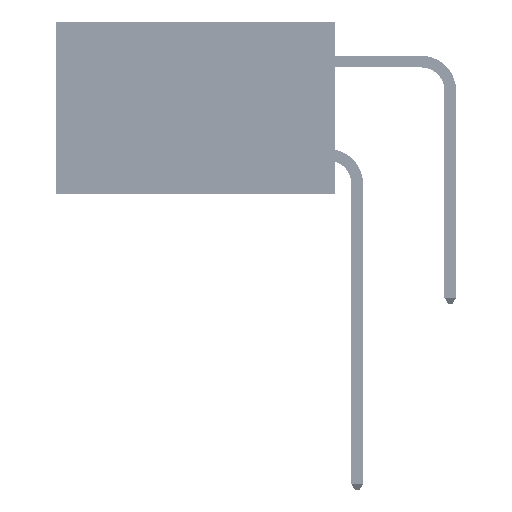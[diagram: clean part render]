
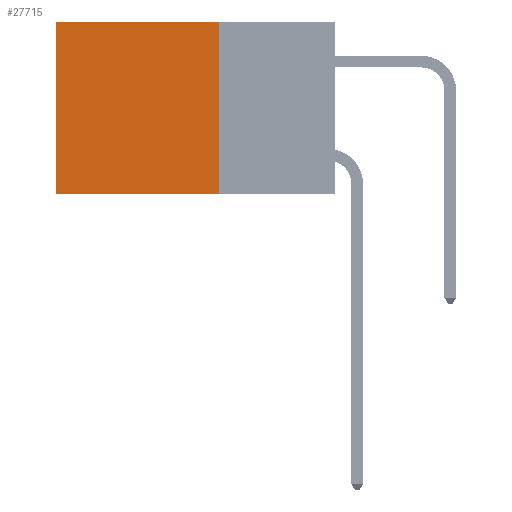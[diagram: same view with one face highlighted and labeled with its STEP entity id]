
A CAD part, left-side view. The second image highlights one B-rep face of the part: STEP entity #27715.
In plain terms, the highlighted planar face has unit normal (-1, 0, 0).
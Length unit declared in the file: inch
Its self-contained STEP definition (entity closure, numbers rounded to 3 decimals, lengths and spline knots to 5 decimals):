
#1375 = DIRECTION ( 'NONE',  ( 1., 0., 0. ) ) ;
#1868 = VECTOR ( 'NONE', #5377, 39.37008 ) ;
#1912 = CARTESIAN_POINT ( 'NONE',  ( 0.2875, 0.25, 0. ) ) ;
#2124 = VERTEX_POINT ( 'NONE', #19211 ) ;
#3807 = ORIENTED_EDGE ( 'NONE', *, *, #35788, .F. ) ;
#4433 = VECTOR ( 'NONE', #31836, 39.37008 ) ;
#5377 = DIRECTION ( 'NONE',  ( 0., 1., 0. ) ) ;
#12918 = CARTESIAN_POINT ( 'NONE',  ( 0.2875, 0.25, -0.37 ) ) ;
#13142 = VERTEX_POINT ( 'NONE', #15942 ) ;
#13448 = VECTOR ( 'NONE', #22438, 39.37008 ) ;
#15942 = CARTESIAN_POINT ( 'NONE',  ( 0.2875, 0.6, 0. ) ) ;
#19027 = ORIENTED_EDGE ( 'NONE', *, *, #47002, .T. ) ;
#19152 = LINE ( 'NONE', #52612, #4433 ) ;
#19211 = CARTESIAN_POINT ( 'NONE',  ( 0.2875, 0.6, -0.37 ) ) ;
#21867 = FACE_OUTER_BOUND ( 'NONE', #29085, .T. ) ;
#22438 = DIRECTION ( 'NONE',  ( 0., 0., -1. ) ) ;
#27715 = ADVANCED_FACE ( 'NONE', ( #21867 ), #38302, .F. ) ;
#27900 = EDGE_CURVE ( 'NONE', #13142, #2124, #19152, .T. ) ;
#29085 = EDGE_LOOP ( 'NONE', ( #43382, #51015, #3807, #19027 ) ) ;
#31031 = DIRECTION ( 'NONE',  ( 0., 0., -1. ) ) ;
#31836 = DIRECTION ( 'NONE',  ( 0., 0., -1. ) ) ;
#33532 = LINE ( 'NONE', #49737, #37846 ) ;
#34461 = CARTESIAN_POINT ( 'NONE',  ( 0.2875, 0.25, 0. ) ) ;
#35090 = CARTESIAN_POINT ( 'NONE',  ( 0.2875, 0.25, 0. ) ) ;
#35788 = EDGE_CURVE ( 'NONE', #42125, #43692, #42384, .T. ) ;
#37449 = LINE ( 'NONE', #12918, #1868 ) ;
#37846 = VECTOR ( 'NONE', #41622, 39.37008 ) ;
#38302 = PLANE ( 'NONE',  #41452 ) ;
#41452 = AXIS2_PLACEMENT_3D ( 'NONE', #1912, #1375, #31031 ) ;
#41622 = DIRECTION ( 'NONE',  ( 0., 1., 0. ) ) ;
#42125 = VERTEX_POINT ( 'NONE', #34461 ) ;
#42384 = LINE ( 'NONE', #35090, #13448 ) ;
#43382 = ORIENTED_EDGE ( 'NONE', *, *, #27900, .T. ) ;
#43692 = VERTEX_POINT ( 'NONE', #45756 ) ;
#45756 = CARTESIAN_POINT ( 'NONE',  ( 0.2875, 0.25, -0.37 ) ) ;
#47002 = EDGE_CURVE ( 'NONE', #42125, #13142, #33532, .T. ) ;
#49429 = EDGE_CURVE ( 'NONE', #43692, #2124, #37449, .T. ) ;
#49737 = CARTESIAN_POINT ( 'NONE',  ( 0.2875, 0.25, 0. ) ) ;
#51015 = ORIENTED_EDGE ( 'NONE', *, *, #49429, .F. ) ;
#52612 = CARTESIAN_POINT ( 'NONE',  ( 0.2875, 0.6, 0. ) ) ;
